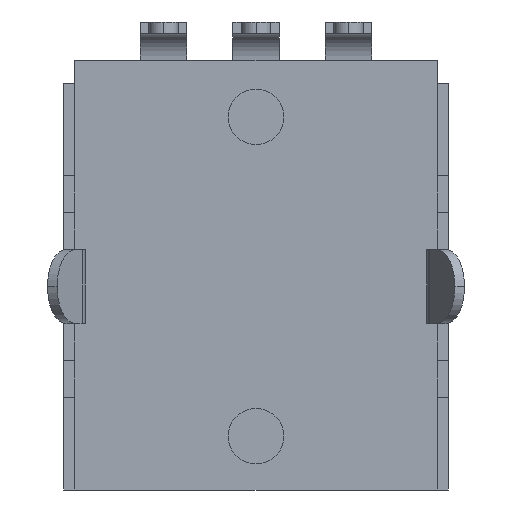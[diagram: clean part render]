
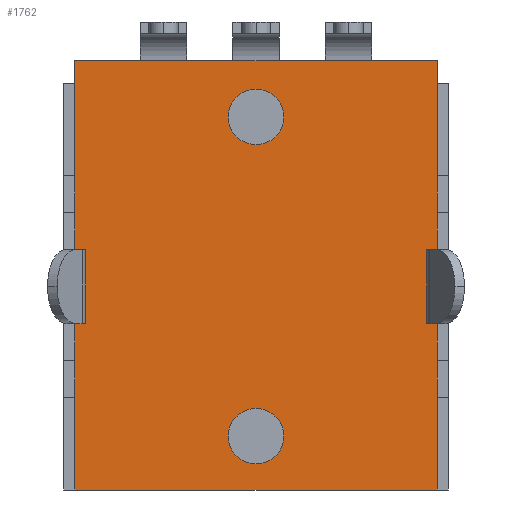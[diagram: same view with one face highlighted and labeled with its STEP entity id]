
A CAD part, front view. The second image highlights one B-rep face of the part: STEP entity #1762.
In plain terms, the highlighted planar face has unit normal (0, -1, 0).
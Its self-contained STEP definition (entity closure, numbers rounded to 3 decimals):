
#5 = CIRCLE ( 'NONE', #6550, 0.75 ) ;
#196 = CIRCLE ( 'NONE', #2657, 0.75 ) ;
#244 = EDGE_CURVE ( 'NONE', #6452, #973, #5664, .T. ) ;
#252 = CARTESIAN_POINT ( 'NONE',  ( 4.9, 0., -5.5 ) ) ;
#510 = DIRECTION ( 'NONE',  ( 0., -1., 0. ) ) ;
#908 = FACE_BOUND ( 'NONE', #7230, .T. ) ;
#973 = VERTEX_POINT ( 'NONE', #11402 ) ;
#1048 = ORIENTED_EDGE ( 'NONE', *, *, #6971, .F. ) ;
#1284 = CARTESIAN_POINT ( 'NONE',  ( -4.9, 0., -5.5 ) ) ;
#1324 = DIRECTION ( 'NONE',  ( 0., 1., 0. ) ) ;
#1349 = ORIENTED_EDGE ( 'NONE', *, *, #6064, .F. ) ;
#1375 = CIRCLE ( 'NONE', #2165, 0.75 ) ;
#1622 = FACE_OUTER_BOUND ( 'NONE', #2242, .T. ) ;
#1677 = CARTESIAN_POINT ( 'NONE',  ( -4.9, 0., -5.5 ) ) ;
#1734 = EDGE_CURVE ( 'NONE', #7922, #6452, #9570, .T. ) ;
#1762 = ADVANCED_FACE ( 'NONE', ( #908, #5916, #1622 ), #10834, .F. ) ;
#2154 = DIRECTION ( 'NONE',  ( 0., 0., -1. ) ) ;
#2165 = AXIS2_PLACEMENT_3D ( 'NONE', #3141, #7634, #4956 ) ;
#2196 = DIRECTION ( 'NONE',  ( 0., 0., 1. ) ) ;
#2242 = EDGE_LOOP ( 'NONE', ( #7603, #1349, #6604, #9809 ) ) ;
#2599 = ORIENTED_EDGE ( 'NONE', *, *, #7662, .F. ) ;
#2657 = AXIS2_PLACEMENT_3D ( 'NONE', #4407, #10657, #4300 ) ;
#2893 = ORIENTED_EDGE ( 'NONE', *, *, #10242, .F. ) ;
#2925 = DIRECTION ( 'NONE',  ( 0., -1., 0. ) ) ;
#3044 = CIRCLE ( 'NONE', #5580, 0.75 ) ;
#3080 = DIRECTION ( 'NONE',  ( 0., 0., 1. ) ) ;
#3083 = LINE ( 'NONE', #4245, #5727 ) ;
#3141 = CARTESIAN_POINT ( 'NONE',  ( 0., 0., 4.584 ) ) ;
#3609 = VERTEX_POINT ( 'NONE', #8312 ) ;
#3658 = CARTESIAN_POINT ( 'NONE',  ( 4.9, 0., -5.5 ) ) ;
#4155 = CARTESIAN_POINT ( 'NONE',  ( 0., 0., -3.295 ) ) ;
#4245 = CARTESIAN_POINT ( 'NONE',  ( -4.9, 0., 6.1 ) ) ;
#4266 = VECTOR ( 'NONE', #7899, 1000. ) ;
#4292 = DIRECTION ( 'NONE',  ( 1., 0., 0. ) ) ;
#4300 = DIRECTION ( 'NONE',  ( 0., 0., 1. ) ) ;
#4407 = CARTESIAN_POINT ( 'NONE',  ( 0., 0., -4.045 ) ) ;
#4850 = VERTEX_POINT ( 'NONE', #4155 ) ;
#4956 = DIRECTION ( 'NONE',  ( 0., 0., 1. ) ) ;
#5339 = LINE ( 'NONE', #1284, #6042 ) ;
#5558 = VERTEX_POINT ( 'NONE', #9237 ) ;
#5580 = AXIS2_PLACEMENT_3D ( 'NONE', #5845, #510, #3080 ) ;
#5608 = EDGE_CURVE ( 'NONE', #973, #10991, #5339, .T. ) ;
#5664 = LINE ( 'NONE', #1677, #4266 ) ;
#5727 = VECTOR ( 'NONE', #4292, 1000. ) ;
#5739 = DIRECTION ( 'NONE',  ( 0., 0., 1. ) ) ;
#5845 = CARTESIAN_POINT ( 'NONE',  ( 0., 0., -4.045 ) ) ;
#5916 = FACE_BOUND ( 'NONE', #5923, .T. ) ;
#5923 = EDGE_LOOP ( 'NONE', ( #1048, #2599 ) ) ;
#6042 = VECTOR ( 'NONE', #2196, 1000. ) ;
#6064 = EDGE_CURVE ( 'NONE', #10991, #7922, #3083, .T. ) ;
#6357 = CARTESIAN_POINT ( 'NONE',  ( 0., 0., 4.584 ) ) ;
#6452 = VERTEX_POINT ( 'NONE', #252 ) ;
#6509 = DIRECTION ( 'NONE',  ( 0., 0., 1. ) ) ;
#6550 = AXIS2_PLACEMENT_3D ( 'NONE', #6357, #2925, #6509 ) ;
#6604 = ORIENTED_EDGE ( 'NONE', *, *, #5608, .F. ) ;
#6971 = EDGE_CURVE ( 'NONE', #9617, #3609, #5, .T. ) ;
#7230 = EDGE_LOOP ( 'NONE', ( #2893, #9773 ) ) ;
#7521 = CARTESIAN_POINT ( 'NONE',  ( 0., 0., 0. ) ) ;
#7603 = ORIENTED_EDGE ( 'NONE', *, *, #1734, .F. ) ;
#7634 = DIRECTION ( 'NONE',  ( 0., -1., 0. ) ) ;
#7662 = EDGE_CURVE ( 'NONE', #3609, #9617, #1375, .T. ) ;
#7681 = CARTESIAN_POINT ( 'NONE',  ( 0., 0., 5.334 ) ) ;
#7899 = DIRECTION ( 'NONE',  ( -1., 0., 0. ) ) ;
#7922 = VERTEX_POINT ( 'NONE', #10062 ) ;
#8312 = CARTESIAN_POINT ( 'NONE',  ( 0., 0., 3.834 ) ) ;
#8917 = AXIS2_PLACEMENT_3D ( 'NONE', #7521, #1324, #5739 ) ;
#9089 = EDGE_CURVE ( 'NONE', #5558, #4850, #3044, .T. ) ;
#9237 = CARTESIAN_POINT ( 'NONE',  ( 0., 0., -4.795 ) ) ;
#9570 = LINE ( 'NONE', #3658, #10388 ) ;
#9617 = VERTEX_POINT ( 'NONE', #7681 ) ;
#9773 = ORIENTED_EDGE ( 'NONE', *, *, #9089, .F. ) ;
#9809 = ORIENTED_EDGE ( 'NONE', *, *, #244, .F. ) ;
#9979 = CARTESIAN_POINT ( 'NONE',  ( -4.9, 0., 6.1 ) ) ;
#10062 = CARTESIAN_POINT ( 'NONE',  ( 4.9, 0., 6.1 ) ) ;
#10242 = EDGE_CURVE ( 'NONE', #4850, #5558, #196, .T. ) ;
#10388 = VECTOR ( 'NONE', #2154, 1000. ) ;
#10657 = DIRECTION ( 'NONE',  ( 0., -1., 0. ) ) ;
#10834 = PLANE ( 'NONE',  #8917 ) ;
#10991 = VERTEX_POINT ( 'NONE', #9979 ) ;
#11402 = CARTESIAN_POINT ( 'NONE',  ( -4.9, 0., -5.5 ) ) ;
